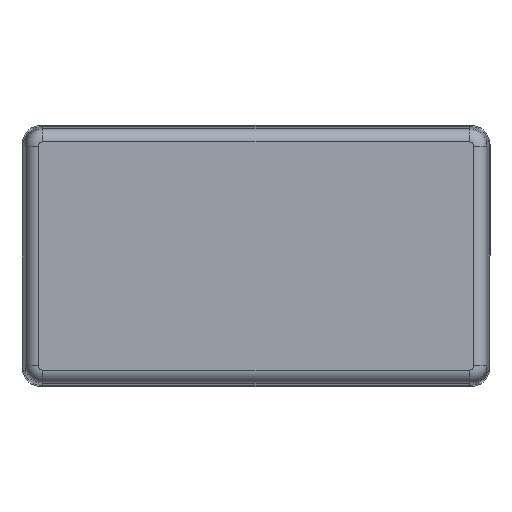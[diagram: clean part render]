
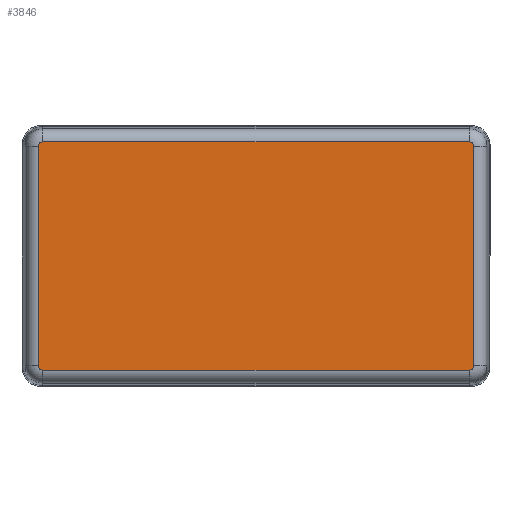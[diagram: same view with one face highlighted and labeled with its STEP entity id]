
A CAD part, front view. The second image highlights one B-rep face of the part: STEP entity #3846.
In plain terms, the highlighted planar face has unit normal (0, -1, 0).
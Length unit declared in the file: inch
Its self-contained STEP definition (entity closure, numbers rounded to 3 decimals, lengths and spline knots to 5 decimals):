
#8 = DIRECTION ( 'NONE',  ( 0., 1., 0. ) ) ;
#41 = CARTESIAN_POINT ( 'NONE',  ( 2.06102, -1., -1.06102 ) ) ;
#130 = VERTEX_POINT ( 'NONE', #3140 ) ;
#240 = CIRCLE ( 'NONE', #6813, 0.04006 ) ;
#290 = DIRECTION ( 'NONE',  ( 0., 0., 1. ) ) ;
#383 = VECTOR ( 'NONE', #3885, 39.37008 ) ;
#570 = AXIS2_PLACEMENT_3D ( 'NONE', #877, #6900, #2521 ) ;
#723 = VERTEX_POINT ( 'NONE', #4333 ) ;
#877 = CARTESIAN_POINT ( 'NONE',  ( -2.06102, -1., -1.06102 ) ) ;
#945 = VERTEX_POINT ( 'NONE', #8879 ) ;
#975 = VERTEX_POINT ( 'NONE', #3842 ) ;
#1222 = ORIENTED_EDGE ( 'NONE', *, *, #9905, .F. ) ;
#1377 = LINE ( 'NONE', #3950, #1657 ) ;
#1398 = VERTEX_POINT ( 'NONE', #7882 ) ;
#1451 = ORIENTED_EDGE ( 'NONE', *, *, #10352, .F. ) ;
#1657 = VECTOR ( 'NONE', #3077, 39.37008 ) ;
#1707 = DIRECTION ( 'NONE',  ( 0., 0., 1. ) ) ;
#2432 = CARTESIAN_POINT ( 'NONE',  ( -2.06102, -1., -1.06102 ) ) ;
#2498 = DIRECTION ( 'NONE',  ( 0., 0., 1. ) ) ;
#2521 = DIRECTION ( 'NONE',  ( 0., 0., 1. ) ) ;
#2544 = LINE ( 'NONE', #7257, #383 ) ;
#3077 = DIRECTION ( 'NONE',  ( -1., 0., 0. ) ) ;
#3087 = CIRCLE ( 'NONE', #5309, 0.04006 ) ;
#3140 = CARTESIAN_POINT ( 'NONE',  ( -2.10109, -1., -1.06102 ) ) ;
#3144 = EDGE_CURVE ( 'NONE', #130, #945, #9135, .T. ) ;
#3286 = AXIS2_PLACEMENT_3D ( 'NONE', #2432, #7625, #2498 ) ;
#3613 = CIRCLE ( 'NONE', #9746, 0.04006 ) ;
#3712 = LINE ( 'NONE', #6469, #10672 ) ;
#3840 = DIRECTION ( 'NONE',  ( 0., 1., 0. ) ) ;
#3842 = CARTESIAN_POINT ( 'NONE',  ( 2.10109, -1., 1.06102 ) ) ;
#3846 = ADVANCED_FACE ( 'NONE', ( #5524 ), #10147, .F. ) ;
#3885 = DIRECTION ( 'NONE',  ( 1., 0., 0. ) ) ;
#3950 = CARTESIAN_POINT ( 'NONE',  ( -2.06102, -1., -1.10109 ) ) ;
#4096 = EDGE_LOOP ( 'NONE', ( #5839, #1451, #4195, #5554, #8899, #5036, #5292, #1222 ) ) ;
#4164 = VERTEX_POINT ( 'NONE', #10503 ) ;
#4188 = VERTEX_POINT ( 'NONE', #9693 ) ;
#4195 = ORIENTED_EDGE ( 'NONE', *, *, #6401, .F. ) ;
#4333 = CARTESIAN_POINT ( 'NONE',  ( 2.06102, -1., 1.10109 ) ) ;
#4372 = EDGE_CURVE ( 'NONE', #4188, #723, #2544, .T. ) ;
#5036 = ORIENTED_EDGE ( 'NONE', *, *, #6964, .F. ) ;
#5278 = DIRECTION ( 'NONE',  ( -1., 0., 0. ) ) ;
#5292 = ORIENTED_EDGE ( 'NONE', *, *, #4372, .F. ) ;
#5309 = AXIS2_PLACEMENT_3D ( 'NONE', #6841, #8, #1707 ) ;
#5524 = FACE_OUTER_BOUND ( 'NONE', #4096, .T. ) ;
#5554 = ORIENTED_EDGE ( 'NONE', *, *, #7015, .F. ) ;
#5682 = EDGE_CURVE ( 'NONE', #975, #4164, #3712, .T. ) ;
#5839 = ORIENTED_EDGE ( 'NONE', *, *, #3144, .F. ) ;
#6401 = EDGE_CURVE ( 'NONE', #7977, #1398, #1377, .T. ) ;
#6469 = CARTESIAN_POINT ( 'NONE',  ( 2.10109, -1., -1.06102 ) ) ;
#6735 = DIRECTION ( 'NONE',  ( 0., 0., 1. ) ) ;
#6813 = AXIS2_PLACEMENT_3D ( 'NONE', #41, #6950, #5278 ) ;
#6841 = CARTESIAN_POINT ( 'NONE',  ( 2.06102, -1., 1.06102 ) ) ;
#6900 = DIRECTION ( 'NONE',  ( 0., 1., 0. ) ) ;
#6950 = DIRECTION ( 'NONE',  ( 0., 1., 0. ) ) ;
#6964 = EDGE_CURVE ( 'NONE', #723, #975, #3087, .T. ) ;
#7015 = EDGE_CURVE ( 'NONE', #4164, #7977, #240, .T. ) ;
#7089 = CARTESIAN_POINT ( 'NONE',  ( -2.06102, -1., 1.06102 ) ) ;
#7233 = VECTOR ( 'NONE', #6735, 39.37008 ) ;
#7257 = CARTESIAN_POINT ( 'NONE',  ( -2.06102, -1., 1.10109 ) ) ;
#7625 = DIRECTION ( 'NONE',  ( 0., 1., 0. ) ) ;
#7882 = CARTESIAN_POINT ( 'NONE',  ( -2.06102, -1., -1.10109 ) ) ;
#7977 = VERTEX_POINT ( 'NONE', #8324 ) ;
#8324 = CARTESIAN_POINT ( 'NONE',  ( 2.06102, -1., -1.10109 ) ) ;
#8409 = CARTESIAN_POINT ( 'NONE',  ( -2.10109, -1., -1.06102 ) ) ;
#8879 = CARTESIAN_POINT ( 'NONE',  ( -2.10109, -1., 1.06102 ) ) ;
#8899 = ORIENTED_EDGE ( 'NONE', *, *, #5682, .F. ) ;
#9135 = LINE ( 'NONE', #8409, #7233 ) ;
#9693 = CARTESIAN_POINT ( 'NONE',  ( -2.06102, -1., 1.10109 ) ) ;
#9746 = AXIS2_PLACEMENT_3D ( 'NONE', #7089, #3840, #290 ) ;
#9905 = EDGE_CURVE ( 'NONE', #945, #4188, #3613, .T. ) ;
#10147 = PLANE ( 'NONE',  #570 ) ;
#10352 = EDGE_CURVE ( 'NONE', #1398, #130, #10852, .T. ) ;
#10503 = CARTESIAN_POINT ( 'NONE',  ( 2.10109, -1., -1.06102 ) ) ;
#10610 = DIRECTION ( 'NONE',  ( 0., 0., -1. ) ) ;
#10672 = VECTOR ( 'NONE', #10610, 39.37008 ) ;
#10852 = CIRCLE ( 'NONE', #3286, 0.04006 ) ;
